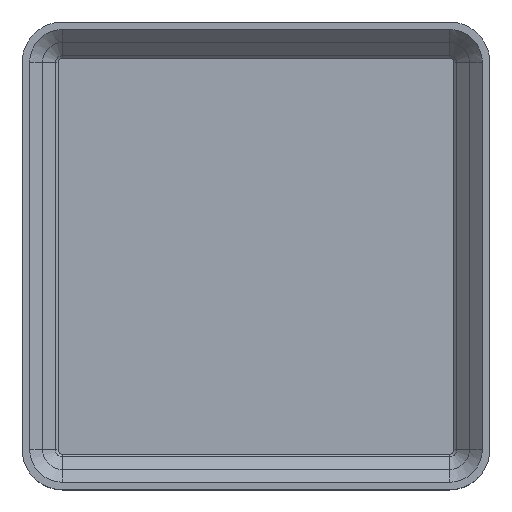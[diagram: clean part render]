
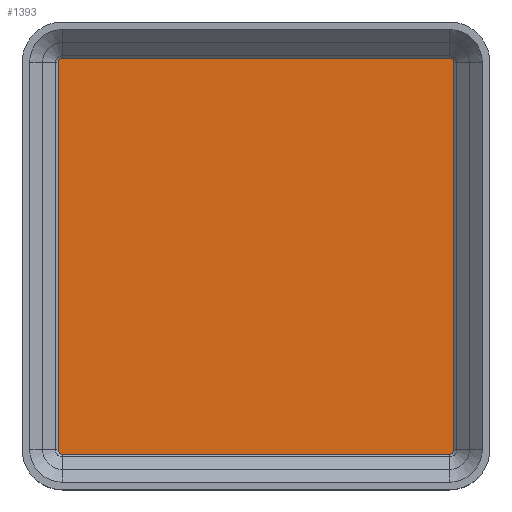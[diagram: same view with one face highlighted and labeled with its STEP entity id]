
A CAD part, top view. The second image highlights one B-rep face of the part: STEP entity #1393.
In plain terms, the highlighted planar face has unit normal (0, 0, 1).
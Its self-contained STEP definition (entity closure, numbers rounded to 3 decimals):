
#103=FACE_OUTER_BOUND('',#197,.T.);
#197=EDGE_LOOP('',(#1083,#1084,#1085,#1086,#1087,#1088,#1089,#1090));
#320=LINE('',#2266,#464);
#321=LINE('',#2270,#465);
#322=LINE('',#2274,#466);
#323=LINE('',#2277,#467);
#464=VECTOR('',#1826,10.);
#465=VECTOR('',#1829,10.);
#466=VECTOR('',#1832,10.);
#467=VECTOR('',#1835,10.);
#570=CIRCLE('',#1532,0.406);
#571=CIRCLE('',#1533,0.406);
#572=CIRCLE('',#1534,0.406);
#573=CIRCLE('',#1535,0.406);
#659=VERTEX_POINT('',#2262);
#660=VERTEX_POINT('',#2263);
#661=VERTEX_POINT('',#2265);
#662=VERTEX_POINT('',#2267);
#663=VERTEX_POINT('',#2269);
#664=VERTEX_POINT('',#2271);
#665=VERTEX_POINT('',#2273);
#666=VERTEX_POINT('',#2275);
#807=EDGE_CURVE('',#659,#660,#570,.F.);
#808=EDGE_CURVE('',#660,#661,#320,.F.);
#809=EDGE_CURVE('',#661,#662,#571,.F.);
#810=EDGE_CURVE('',#662,#663,#321,.F.);
#811=EDGE_CURVE('',#663,#664,#572,.F.);
#812=EDGE_CURVE('',#664,#665,#322,.F.);
#813=EDGE_CURVE('',#665,#666,#573,.F.);
#814=EDGE_CURVE('',#666,#659,#323,.F.);
#1083=ORIENTED_EDGE('',*,*,#807,.T.);
#1084=ORIENTED_EDGE('',*,*,#808,.T.);
#1085=ORIENTED_EDGE('',*,*,#809,.T.);
#1086=ORIENTED_EDGE('',*,*,#810,.T.);
#1087=ORIENTED_EDGE('',*,*,#811,.T.);
#1088=ORIENTED_EDGE('',*,*,#812,.T.);
#1089=ORIENTED_EDGE('',*,*,#813,.T.);
#1090=ORIENTED_EDGE('',*,*,#814,.T.);
#1327=PLANE('',#1531);
#1393=ADVANCED_FACE('',(#103),#1327,.F.);
#1531=AXIS2_PLACEMENT_3D('',#2261,#1822,#1823);
#1532=AXIS2_PLACEMENT_3D('',#2264,#1824,#1825);
#1533=AXIS2_PLACEMENT_3D('',#2268,#1827,#1828);
#1534=AXIS2_PLACEMENT_3D('',#2272,#1830,#1831);
#1535=AXIS2_PLACEMENT_3D('',#2276,#1833,#1834);
#1822=DIRECTION('center_axis',(0.,0.,-1.));
#1823=DIRECTION('ref_axis',(-1.,0.,0.));
#1824=DIRECTION('center_axis',(0.,0.,-1.));
#1825=DIRECTION('ref_axis',(-0.707,0.707,0.));
#1826=DIRECTION('',(0.,1.,0.));
#1827=DIRECTION('center_axis',(0.,0.,-1.));
#1828=DIRECTION('ref_axis',(-0.707,-0.707,0.));
#1829=DIRECTION('',(-1.,0.,0.));
#1830=DIRECTION('center_axis',(0.,0.,-1.));
#1831=DIRECTION('ref_axis',(0.707,-0.707,0.));
#1832=DIRECTION('',(0.,-1.,0.));
#1833=DIRECTION('center_axis',(0.,0.,-1.));
#1834=DIRECTION('ref_axis',(0.707,0.707,0.));
#1835=DIRECTION('',(1.,0.,0.));
#2261=CARTESIAN_POINT('Origin',(21.75,21.75,-4.05));
#2262=CARTESIAN_POINT('',(3.75,40.156,-4.05));
#2263=CARTESIAN_POINT('',(3.344,39.75,-4.05));
#2264=CARTESIAN_POINT('Origin',(3.75,39.75,-4.05));
#2265=CARTESIAN_POINT('',(3.344,3.75,-4.05));
#2266=CARTESIAN_POINT('',(3.344,17.25,-4.05));
#2267=CARTESIAN_POINT('',(3.75,3.344,-4.05));
#2268=CARTESIAN_POINT('Origin',(3.75,3.75,-4.05));
#2269=CARTESIAN_POINT('',(39.75,3.344,-4.05));
#2270=CARTESIAN_POINT('',(26.25,3.344,-4.05));
#2271=CARTESIAN_POINT('',(40.156,3.75,-4.05));
#2272=CARTESIAN_POINT('Origin',(39.75,3.75,-4.05));
#2273=CARTESIAN_POINT('',(40.156,39.75,-4.05));
#2274=CARTESIAN_POINT('',(40.156,26.25,-4.05));
#2275=CARTESIAN_POINT('',(39.75,40.156,-4.05));
#2276=CARTESIAN_POINT('Origin',(39.75,39.75,-4.05));
#2277=CARTESIAN_POINT('',(17.25,40.156,-4.05));
